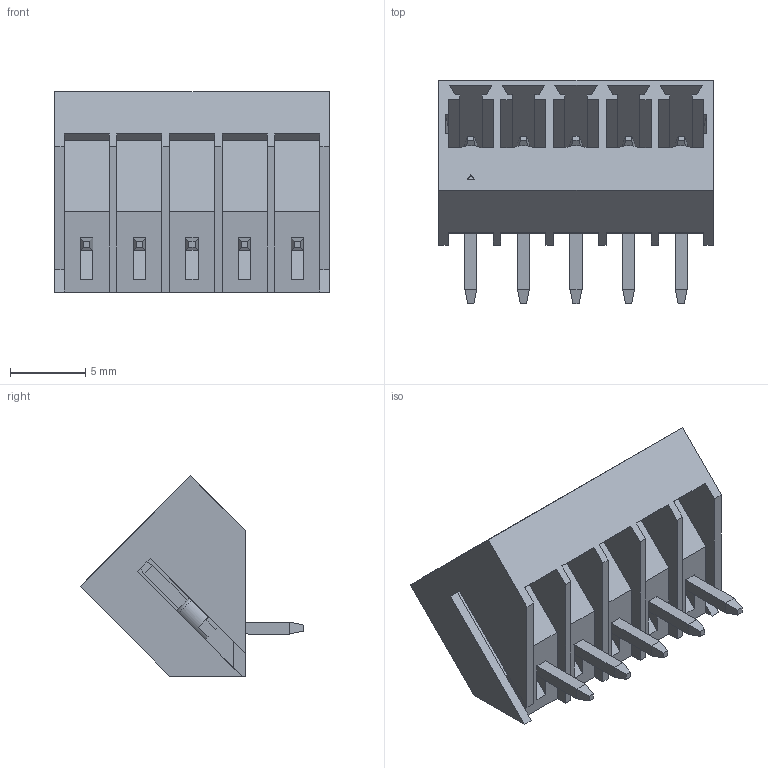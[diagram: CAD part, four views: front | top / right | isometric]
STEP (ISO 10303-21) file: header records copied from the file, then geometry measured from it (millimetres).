
FILE_DESCRIPTION (( 'STEP AP214' ), '1' );
FILE_NAME ('15EDGLC-3.5-05P-14-00AH.STEP', '2021-01-29T01:31:08', ( '' ), ( '' ), 'SwSTEP 2.0', 'SolidWorks 2020', '' );
FILE_SCHEMA (( 'AUTOMOTIVE_DESIGN' ));
Length unit declared in the file: millimetre
Products named in the file (1): 15EDGLC-3.5-05P-14-00AH
Bounding box: 18.3 x 14.9 x 13.33 mm (x, y, z)
Volume: 699.3 mm3; surface area: 2397 mm2
Topology: 1 solids, 1 shells, 668 faces, 1821 edges, 1198 vertices
Faces by surface type: plane 482, bspline 156, cylinder 20, torus 10
Entity records: 33132 total; most frequent: CARTESIAN_POINT 12852, ORIENTED_EDGE 3642, DIRECTION 2605, EDGE_CURVE 1821, VECTOR 1439, LINE 1439, VERTEX_POINT 1198, EDGE_LOOP 715
